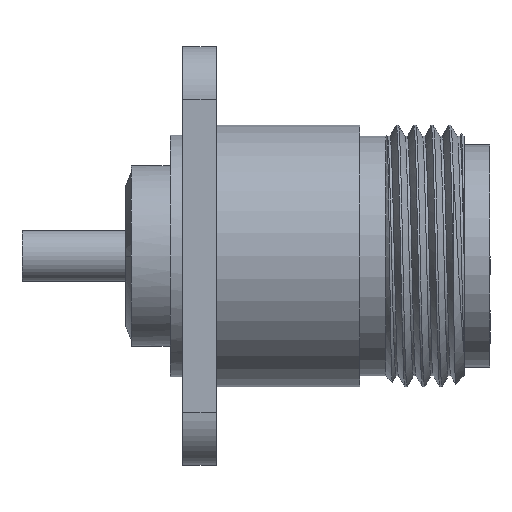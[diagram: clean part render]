
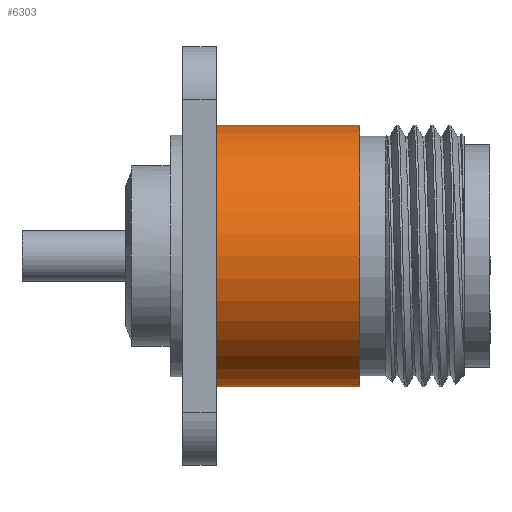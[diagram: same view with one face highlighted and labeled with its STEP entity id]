
A CAD part, front view. The second image highlights one B-rep face of the part: STEP entity #6303.
In plain terms, the highlighted cylindrical face has radius 7.938 mm (diameter 15.875 mm), a partial arc.
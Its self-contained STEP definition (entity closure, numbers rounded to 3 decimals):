
#44 = LINE ( 'NONE', #3301, #1456 ) ;
#130 = DIRECTION ( 'NONE',  ( -1., 0., 0. ) ) ;
#151 = VECTOR ( 'NONE', #6435, 1000. ) ;
#176 = DIRECTION ( 'NONE',  ( 1., 0., 0. ) ) ;
#378 = DIRECTION ( 'NONE',  ( 0., 1., 0. ) ) ;
#479 = EDGE_CURVE ( 'NONE', #1496, #2815, #44, .T. ) ;
#616 = DIRECTION ( 'NONE',  ( -1., 0., 0. ) ) ;
#1022 = CYLINDRICAL_SURFACE ( 'NONE', #3013, 7.938 ) ;
#1218 = FACE_OUTER_BOUND ( 'NONE', #3326, .T. ) ;
#1239 = CIRCLE ( 'NONE', #2033, 7.938 ) ;
#1282 = EDGE_CURVE ( 'NONE', #6785, #3347, #1385, .T. ) ;
#1385 = LINE ( 'NONE', #5361, #151 ) ;
#1454 = EDGE_CURVE ( 'NONE', #6785, #1496, #1239, .T. ) ;
#1456 = VECTOR ( 'NONE', #130, 1000. ) ;
#1469 = CARTESIAN_POINT ( 'NONE',  ( 2.032, 0., 7.938 ) ) ;
#1496 = VERTEX_POINT ( 'NONE', #2784 ) ;
#2033 = AXIS2_PLACEMENT_3D ( 'NONE', #3349, #176, #3875 ) ;
#2784 = CARTESIAN_POINT ( 'NONE',  ( 10.744, 0., -7.938 ) ) ;
#2805 = ORIENTED_EDGE ( 'NONE', *, *, #479, .T. ) ;
#2815 = VERTEX_POINT ( 'NONE', #3153 ) ;
#3013 = AXIS2_PLACEMENT_3D ( 'NONE', #3249, #616, #5887 ) ;
#3153 = CARTESIAN_POINT ( 'NONE',  ( 2.032, 0., -7.938 ) ) ;
#3183 = EDGE_CURVE ( 'NONE', #2815, #3347, #3668, .T. ) ;
#3249 = CARTESIAN_POINT ( 'NONE',  ( 10.744, 0., 0. ) ) ;
#3301 = CARTESIAN_POINT ( 'NONE',  ( 10.744, 0., -7.938 ) ) ;
#3326 = EDGE_LOOP ( 'NONE', ( #6624, #2805, #6687, #4047 ) ) ;
#3347 = VERTEX_POINT ( 'NONE', #1469 ) ;
#3349 = CARTESIAN_POINT ( 'NONE',  ( 10.744, 0., 0. ) ) ;
#3542 = DIRECTION ( 'NONE',  ( -1., 0., 0. ) ) ;
#3668 = CIRCLE ( 'NONE', #4625, 7.938 ) ;
#3875 = DIRECTION ( 'NONE',  ( 0., 0., 1. ) ) ;
#4047 = ORIENTED_EDGE ( 'NONE', *, *, #1282, .F. ) ;
#4625 = AXIS2_PLACEMENT_3D ( 'NONE', #6705, #3542, #378 ) ;
#5361 = CARTESIAN_POINT ( 'NONE',  ( 10.744, 0., 7.938 ) ) ;
#5887 = DIRECTION ( 'NONE',  ( 0., 0., 1. ) ) ;
#6303 = ADVANCED_FACE ( 'NONE', ( #1218 ), #1022, .F. ) ;
#6424 = CARTESIAN_POINT ( 'NONE',  ( 10.744, 0., 7.938 ) ) ;
#6435 = DIRECTION ( 'NONE',  ( -1., 0., 0. ) ) ;
#6624 = ORIENTED_EDGE ( 'NONE', *, *, #1454, .T. ) ;
#6687 = ORIENTED_EDGE ( 'NONE', *, *, #3183, .T. ) ;
#6705 = CARTESIAN_POINT ( 'NONE',  ( 2.032, 0., 0. ) ) ;
#6785 = VERTEX_POINT ( 'NONE', #6424 ) ;
